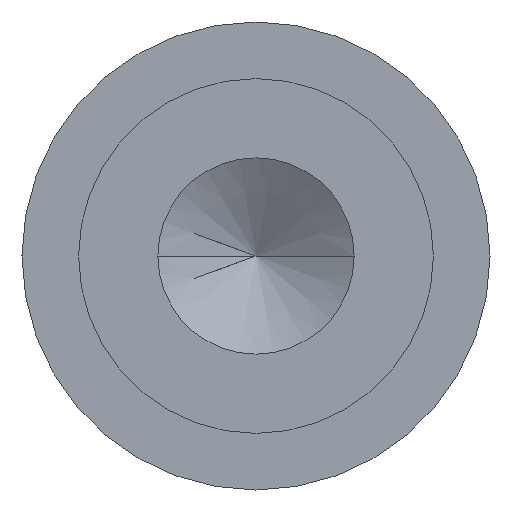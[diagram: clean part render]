
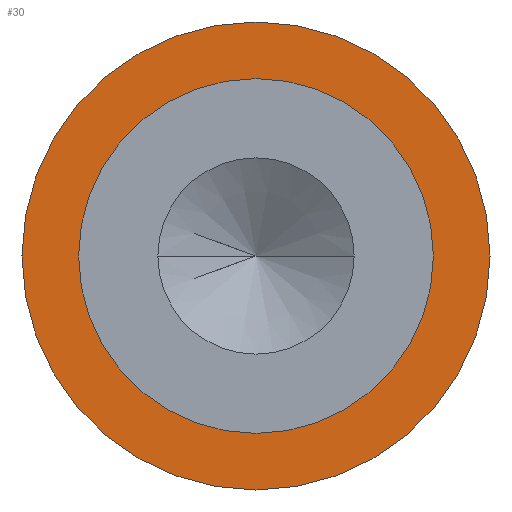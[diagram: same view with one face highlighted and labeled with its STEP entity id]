
A CAD part, front view. The second image highlights one B-rep face of the part: STEP entity #30.
In plain terms, the highlighted planar face has unit normal (0, -1, 0).
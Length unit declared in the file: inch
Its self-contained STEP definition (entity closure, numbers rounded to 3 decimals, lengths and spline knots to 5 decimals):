
#16 = EDGE_LOOP ( 'NONE', ( #40, #41 ) ) ;
#30 = ADVANCED_FACE ( 'NONE', ( #162, #173 ), #161, .T. ) ;
#31 = EDGE_LOOP ( 'NONE', ( #34, #36 ) ) ;
#34 = ORIENTED_EDGE ( 'NONE', *, *, #126, .T. ) ;
#35 = EDGE_CURVE ( 'NONE', #88, #94, #166, .T. ) ;
#36 = ORIENTED_EDGE ( 'NONE', *, *, #38, .T. ) ;
#38 = EDGE_CURVE ( 'NONE', #124, #127, #174, .T. ) ;
#40 = ORIENTED_EDGE ( 'NONE', *, *, #87, .F. ) ;
#41 = ORIENTED_EDGE ( 'NONE', *, *, #35, .F. ) ;
#87 = EDGE_CURVE ( 'NONE', #94, #88, #249, .T. ) ;
#88 = VERTEX_POINT ( 'NONE', #245 ) ;
#94 = VERTEX_POINT ( 'NONE', #264 ) ;
#124 = VERTEX_POINT ( 'NONE', #361 ) ;
#126 = EDGE_CURVE ( 'NONE', #127, #124, #347, .T. ) ;
#127 = VERTEX_POINT ( 'NONE', #348 ) ;
#157 = AXIS2_PLACEMENT_3D ( 'NONE', #171, #170, #158 ) ;
#158 = DIRECTION ( 'NONE',  ( 1., 0., 0. ) ) ;
#161 = PLANE ( 'NONE',  #157 ) ;
#162 = FACE_OUTER_BOUND ( 'NONE', #31, .T. ) ;
#163 = DIRECTION ( 'NONE',  ( 1., 0., 0. ) ) ;
#164 = DIRECTION ( 'NONE',  ( 0., -1., 0. ) ) ;
#165 = AXIS2_PLACEMENT_3D ( 'NONE', #172, #164, #163 ) ;
#166 = CIRCLE ( 'NONE', #165, 0.0235 ) ;
#170 = DIRECTION ( 'NONE',  ( 0., -1., 0. ) ) ;
#171 = CARTESIAN_POINT ( 'NONE',  ( 0.0235, 0.084, 0. ) ) ;
#172 = CARTESIAN_POINT ( 'NONE',  ( 0., 0.084, 0. ) ) ;
#173 = FACE_BOUND ( 'NONE', #16, .T. ) ;
#174 = CIRCLE ( 'NONE', #230, 0.031 ) ;
#230 = AXIS2_PLACEMENT_3D ( 'NONE', #231, #235, #232 ) ;
#231 = CARTESIAN_POINT ( 'NONE',  ( 0., 0.084, 0. ) ) ;
#232 = DIRECTION ( 'NONE',  ( 1., 0., 0. ) ) ;
#235 = DIRECTION ( 'NONE',  ( 0., -1., 0. ) ) ;
#238 = CARTESIAN_POINT ( 'NONE',  ( 0., 0.084, 0. ) ) ;
#245 = CARTESIAN_POINT ( 'NONE',  ( -0.0235, 0.084, 0. ) ) ;
#246 = DIRECTION ( 'NONE',  ( 1., 0., 0. ) ) ;
#247 = DIRECTION ( 'NONE',  ( 0., -1., 0. ) ) ;
#248 = AXIS2_PLACEMENT_3D ( 'NONE', #238, #247, #246 ) ;
#249 = CIRCLE ( 'NONE', #248, 0.0235 ) ;
#264 = CARTESIAN_POINT ( 'NONE',  ( 0.0235, 0.084, 0. ) ) ;
#344 = DIRECTION ( 'NONE',  ( 0., -1., 0. ) ) ;
#345 = CARTESIAN_POINT ( 'NONE',  ( 0., 0.084, 0. ) ) ;
#346 = AXIS2_PLACEMENT_3D ( 'NONE', #345, #344, #349 ) ;
#347 = CIRCLE ( 'NONE', #346, 0.031 ) ;
#348 = CARTESIAN_POINT ( 'NONE',  ( 0.031, 0.084, 0. ) ) ;
#349 = DIRECTION ( 'NONE',  ( 1., 0., 0. ) ) ;
#361 = CARTESIAN_POINT ( 'NONE',  ( -0.031, 0.084, 0. ) ) ;
